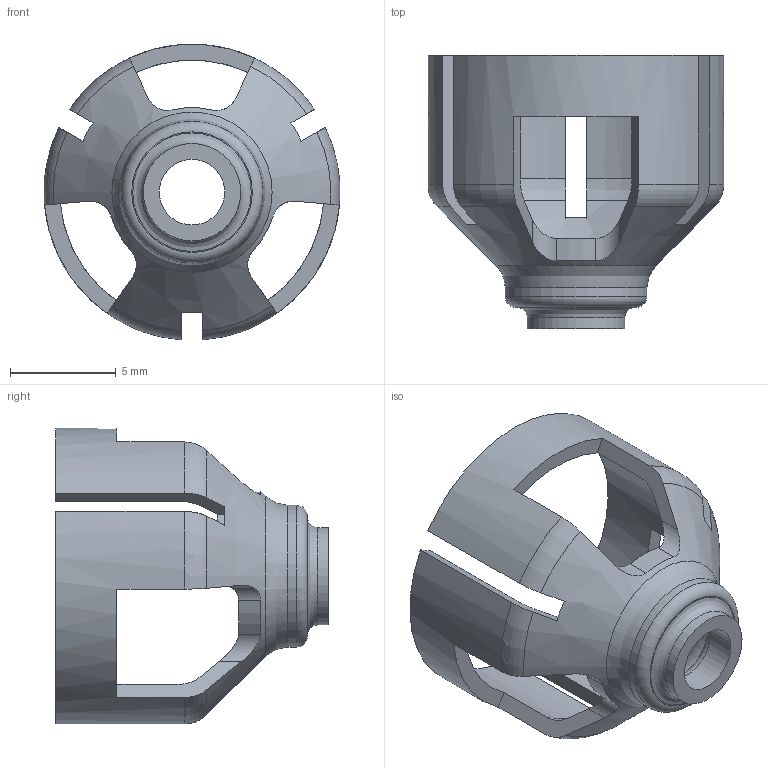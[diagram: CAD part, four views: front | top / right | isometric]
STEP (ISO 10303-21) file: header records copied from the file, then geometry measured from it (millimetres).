
FILE_DESCRIPTION((''),'2;1');
FILE_NAME('Tiefziehteil Bsp_1.stp','2010-07-14T10:26:22',('pinger'),(''),'Autodesk Inventor 2010','Autodesk Inventor 2010','');
FILE_SCHEMA(('AUTOMOTIVE_DESIGN { 1 0 10303 214 1 1 1 1 }'));
Length unit declared in the file: millimetre
Products named in the file (1): Tiefziehteil Bsp_1
Bounding box: 13.99 x 12.9 x 13.98 mm (x, y, z)
Volume: 260.6 mm3; surface area: 811.7 mm2
Topology: 1 solids, 1 shells, 66 faces, 199 edges, 130 vertices
Faces by surface type: plane 24, cylinder 22, bspline 9, torus 9, cone 2
Full cylindrical faces by diameter (mm): 3.1 x1, 4.6 x1, 5.2 x1, 6.7 x1
Entity records: 2508 total; most frequent: CARTESIAN_POINT 788, ORIENTED_EDGE 370, DIRECTION 342, EDGE_CURVE 185, AXIS2_PLACEMENT_3D 135, VERTEX_POINT 128, EDGE_LOOP 81, CIRCLE 77
